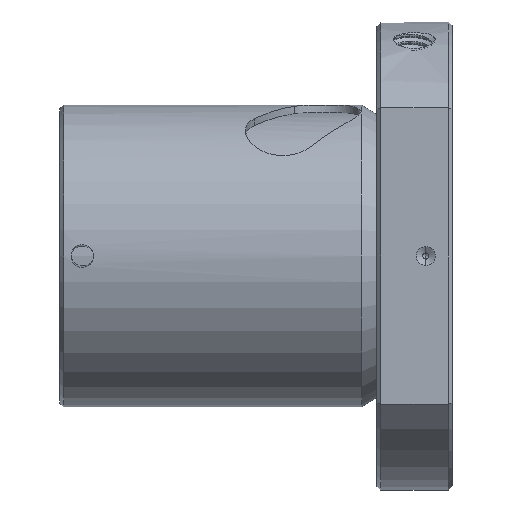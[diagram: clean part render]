
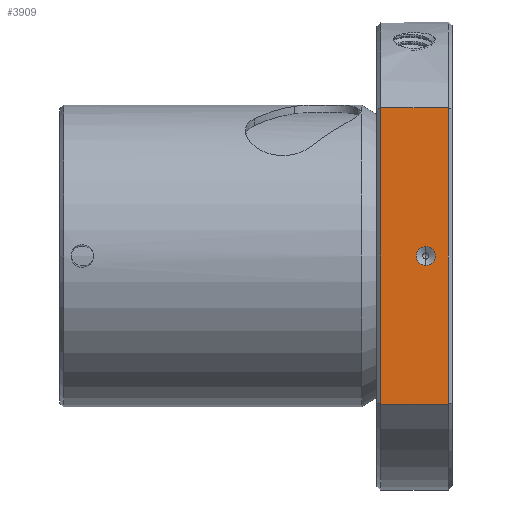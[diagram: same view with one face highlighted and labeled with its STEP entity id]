
A CAD part, left-side view. The second image highlights one B-rep face of the part: STEP entity #3909.
In plain terms, the highlighted planar face has unit normal (-1, 0, 0).
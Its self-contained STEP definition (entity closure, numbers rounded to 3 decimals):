
#180 = CARTESIAN_POINT ( 'NONE',  ( -24., -1.5, 0. ) ) ;
#419 = EDGE_CURVE ( 'NONE', #4371, #13129, #11879, .T. ) ;
#464 = VERTEX_POINT ( 'NONE', #17023 ) ;
#1008 = CARTESIAN_POINT ( 'NONE',  ( -24., 5., 19.621 ) ) ;
#1101 = EDGE_CURVE ( 'NONE', #464, #14801, #12903, .T. ) ;
#1422 = CARTESIAN_POINT ( 'NONE',  ( -24., 4.5, -19.621 ) ) ;
#1986 = LINE ( 'NONE', #10420, #5239 ) ;
#1999 = ORIENTED_EDGE ( 'NONE', *, *, #13680, .T. ) ;
#2166 = DIRECTION ( 'NONE',  ( 0., 0., -1. ) ) ;
#3186 = CARTESIAN_POINT ( 'NONE',  ( -24., -1.5, -1.25 ) ) ;
#3215 = EDGE_LOOP ( 'NONE', ( #3736, #9225 ) ) ;
#3580 = LINE ( 'NONE', #8999, #6069 ) ;
#3736 = ORIENTED_EDGE ( 'NONE', *, *, #1101, .T. ) ;
#3909 = ADVANCED_FACE ( 'NONE', ( #14072, #8920 ), #10423, .F. ) ;
#3974 = CARTESIAN_POINT ( 'NONE',  ( -24., -1.5, 0. ) ) ;
#4182 = VERTEX_POINT ( 'NONE', #14680 ) ;
#4276 = AXIS2_PLACEMENT_3D ( 'NONE', #3974, #9398, #14726 ) ;
#4371 = VERTEX_POINT ( 'NONE', #8370 ) ;
#4714 = AXIS2_PLACEMENT_3D ( 'NONE', #180, #16388, #8245 ) ;
#4737 = DIRECTION ( 'NONE',  ( 0., 0., 1. ) ) ;
#5239 = VECTOR ( 'NONE', #4737, 1000. ) ;
#6069 = VECTOR ( 'NONE', #9263, 1000. ) ;
#7342 = CARTESIAN_POINT ( 'NONE',  ( -24., -4.5, 19.621 ) ) ;
#7810 = AXIS2_PLACEMENT_3D ( 'NONE', #14420, #11470, #2166 ) ;
#8103 = CARTESIAN_POINT ( 'NONE',  ( -24., 4.5, -19.621 ) ) ;
#8245 = DIRECTION ( 'NONE',  ( 0., 0., 1. ) ) ;
#8370 = CARTESIAN_POINT ( 'NONE',  ( -24., 4.5, 19.621 ) ) ;
#8920 = FACE_BOUND ( 'NONE', #3215, .T. ) ;
#8999 = CARTESIAN_POINT ( 'NONE',  ( -24., 5., -19.621 ) ) ;
#9225 = ORIENTED_EDGE ( 'NONE', *, *, #16236, .T. ) ;
#9239 = VECTOR ( 'NONE', #12060, 1000. ) ;
#9263 = DIRECTION ( 'NONE',  ( 0., 1., 0. ) ) ;
#9398 = DIRECTION ( 'NONE',  ( 1., 0., 0. ) ) ;
#10332 = EDGE_CURVE ( 'NONE', #14127, #4371, #13527, .T. ) ;
#10420 = CARTESIAN_POINT ( 'NONE',  ( -24., -4.5, -19.621 ) ) ;
#10423 = PLANE ( 'NONE',  #7810 ) ;
#11071 = DIRECTION ( 'NONE',  ( 0., 0., 1. ) ) ;
#11470 = DIRECTION ( 'NONE',  ( 1., 0., 0. ) ) ;
#11879 = LINE ( 'NONE', #1008, #9239 ) ;
#11912 = CIRCLE ( 'NONE', #4276, 1.25 ) ;
#12060 = DIRECTION ( 'NONE',  ( 0., -1., 0. ) ) ;
#12903 = CIRCLE ( 'NONE', #4714, 1.25 ) ;
#13129 = VERTEX_POINT ( 'NONE', #7342 ) ;
#13527 = LINE ( 'NONE', #1422, #17266 ) ;
#13680 = EDGE_CURVE ( 'NONE', #4182, #13129, #1986, .T. ) ;
#13736 = EDGE_LOOP ( 'NONE', ( #1999, #16586, #15613, #14019 ) ) ;
#14000 = EDGE_CURVE ( 'NONE', #4182, #14127, #3580, .T. ) ;
#14019 = ORIENTED_EDGE ( 'NONE', *, *, #14000, .F. ) ;
#14072 = FACE_OUTER_BOUND ( 'NONE', #13736, .T. ) ;
#14127 = VERTEX_POINT ( 'NONE', #8103 ) ;
#14420 = CARTESIAN_POINT ( 'NONE',  ( -24., 5., -19.621 ) ) ;
#14680 = CARTESIAN_POINT ( 'NONE',  ( -24., -4.5, -19.621 ) ) ;
#14726 = DIRECTION ( 'NONE',  ( 0., 0., 1. ) ) ;
#14801 = VERTEX_POINT ( 'NONE', #3186 ) ;
#15613 = ORIENTED_EDGE ( 'NONE', *, *, #10332, .F. ) ;
#16236 = EDGE_CURVE ( 'NONE', #14801, #464, #11912, .T. ) ;
#16388 = DIRECTION ( 'NONE',  ( 1., 0., 0. ) ) ;
#16586 = ORIENTED_EDGE ( 'NONE', *, *, #419, .F. ) ;
#17023 = CARTESIAN_POINT ( 'NONE',  ( -24., -1.5, 1.25 ) ) ;
#17266 = VECTOR ( 'NONE', #11071, 1000. ) ;
